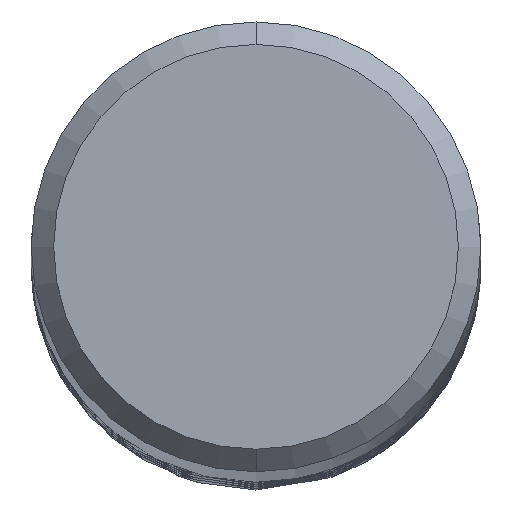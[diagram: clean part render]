
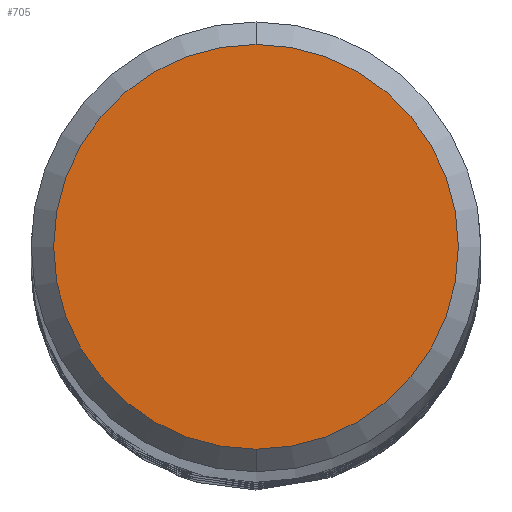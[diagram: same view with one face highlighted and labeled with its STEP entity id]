
A CAD part, top view. The second image highlights one B-rep face of the part: STEP entity #705.
In plain terms, the highlighted planar face has unit normal (0, 0, 1).
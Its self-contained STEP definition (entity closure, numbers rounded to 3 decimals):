
#431=EDGE_CURVE('',#681,#543,#975,.T.);
#543=VERTEX_POINT('',#1095);
#681=VERTEX_POINT('',#1248);
#705=ADVANCED_FACE('',(#1273),#1274,.T.);
#795=EDGE_CURVE('',#543,#681,#1372,.T.);
#975=CIRCLE('',#2403,0.9);
#1095=CARTESIAN_POINT('',(0.,-0.9,0.0));
#1248=CARTESIAN_POINT('',(0.0,0.9,0.0));
#1273=FACE_OUTER_BOUND('',#7386,.T.);
#1274=PLANE('',#7387);
#1372=CIRCLE('',#8104,0.9);
#2403=AXIS2_PLACEMENT_3D('',#8450,#8451,#8452);
#7386=EDGE_LOOP('',(#8762,#8763));
#7387=AXIS2_PLACEMENT_3D('',#8764,#8765,#8766);
#8104=AXIS2_PLACEMENT_3D('',#8871,#8872,#8873);
#8450=CARTESIAN_POINT('',(0.0,0.0,0.0));
#8451=DIRECTION('',(0.0,0.0,-1.0));
#8452=DIRECTION('',(0.0,1.0,0.0));
#8762=ORIENTED_EDGE('',*,*,#431,.F.);
#8763=ORIENTED_EDGE('',*,*,#795,.F.);
#8764=CARTESIAN_POINT('',(0.0,0.45,0.0));
#8765=DIRECTION('',(-0.0,0.0,1.0));
#8766=DIRECTION('',(0.0,-1.0,0.0));
#8871=CARTESIAN_POINT('',(0.0,0.0,0.0));
#8872=DIRECTION('',(0.0,0.0,-1.0));
#8873=DIRECTION('',(0.0,1.0,0.0));
